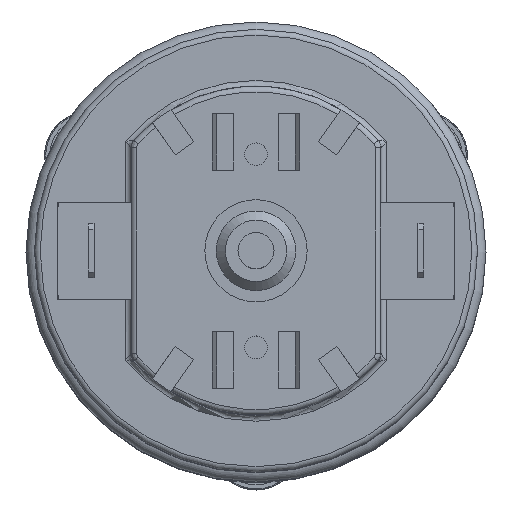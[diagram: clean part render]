
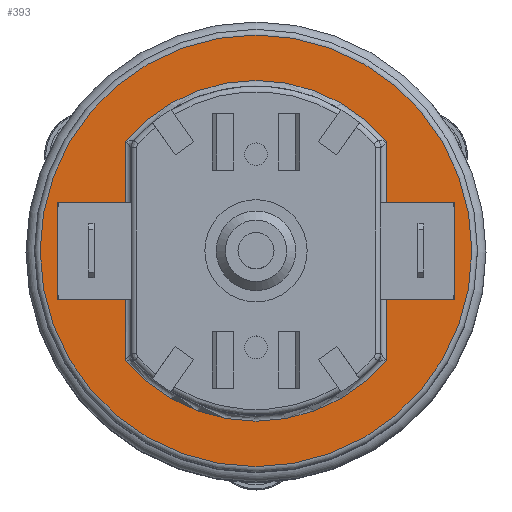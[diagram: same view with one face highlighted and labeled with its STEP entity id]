
A CAD part, top view. The second image highlights one B-rep face of the part: STEP entity #393.
In plain terms, the highlighted planar face has unit normal (0, 0, 1).
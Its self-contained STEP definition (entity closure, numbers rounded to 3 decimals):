
#393=ADVANCED_FACE('',(#2272,#995),#781,.T.);
#781=PLANE('',#6518);
#995=FACE_OUTER_BOUND('',#2469,.T.);
#1475=LINE('',#9233,#1888);
#1476=LINE('',#9235,#1889);
#1477=LINE('',#9237,#1890);
#1478=LINE('',#9239,#1891);
#1479=LINE('',#9241,#1892);
#1480=LINE('',#9245,#1893);
#1481=LINE('',#9247,#1894);
#1482=LINE('',#9249,#1895);
#1483=LINE('',#9251,#1896);
#1484=LINE('',#9253,#1897);
#1888=VECTOR('',#7293,1.);
#1889=VECTOR('',#7294,1.);
#1890=VECTOR('',#7295,1.);
#1891=VECTOR('',#7296,1.);
#1892=VECTOR('',#7297,1.);
#1893=VECTOR('',#7300,1.);
#1894=VECTOR('',#7301,1.);
#1895=VECTOR('',#7302,1.);
#1896=VECTOR('',#7303,1.);
#1897=VECTOR('',#7304,1.);
#2272=FACE_BOUND('',#2468,.T.);
#2468=EDGE_LOOP('',(#3054,#3055,#3056,#3057,#3058,#3059,#3060,#3061,#3062,
#3063,#3064,#3065));
#2469=EDGE_LOOP('',(#3066));
#3054=ORIENTED_EDGE('',*,*,#5377,.T.);
#3055=ORIENTED_EDGE('',*,*,#5378,.T.);
#3056=ORIENTED_EDGE('',*,*,#5379,.T.);
#3057=ORIENTED_EDGE('',*,*,#5380,.F.);
#3058=ORIENTED_EDGE('',*,*,#5381,.F.);
#3059=ORIENTED_EDGE('',*,*,#5382,.T.);
#3060=ORIENTED_EDGE('',*,*,#5383,.T.);
#3061=ORIENTED_EDGE('',*,*,#5384,.T.);
#3062=ORIENTED_EDGE('',*,*,#5385,.F.);
#3063=ORIENTED_EDGE('',*,*,#5386,.T.);
#3064=ORIENTED_EDGE('',*,*,#5387,.T.);
#3065=ORIENTED_EDGE('',*,*,#5388,.T.);
#3066=ORIENTED_EDGE('',*,*,#5389,.T.);
#4774=VERTEX_POINT('',#9231);
#4775=VERTEX_POINT('',#9232);
#4776=VERTEX_POINT('',#9234);
#4777=VERTEX_POINT('',#9236);
#4778=VERTEX_POINT('',#9238);
#4779=VERTEX_POINT('',#9240);
#4780=VERTEX_POINT('',#9242);
#4781=VERTEX_POINT('',#9244);
#4782=VERTEX_POINT('',#9246);
#4783=VERTEX_POINT('',#9248);
#4784=VERTEX_POINT('',#9250);
#4785=VERTEX_POINT('',#9252);
#4786=VERTEX_POINT('',#9255);
#5377=EDGE_CURVE('',#4774,#4775,#6191,.T.);
#5378=EDGE_CURVE('',#4775,#4776,#1475,.T.);
#5379=EDGE_CURVE('',#4776,#4777,#1476,.T.);
#5380=EDGE_CURVE('',#4778,#4777,#1477,.T.);
#5381=EDGE_CURVE('',#4779,#4778,#1478,.T.);
#5382=EDGE_CURVE('',#4779,#4780,#1479,.T.);
#5383=EDGE_CURVE('',#4780,#4781,#6192,.T.);
#5384=EDGE_CURVE('',#4781,#4782,#1480,.T.);
#5385=EDGE_CURVE('',#4783,#4782,#1481,.T.);
#5386=EDGE_CURVE('',#4783,#4784,#1482,.T.);
#5387=EDGE_CURVE('',#4784,#4785,#1483,.T.);
#5388=EDGE_CURVE('',#4785,#4774,#1484,.T.);
#5389=EDGE_CURVE('',#4786,#4786,#6193,.T.);
#6191=CIRCLE('',#6515,14.996);
#6192=CIRCLE('',#6516,15.);
#6193=CIRCLE('',#6517,19.);
#6515=AXIS2_PLACEMENT_3D('',#9230,#7291,#7292);
#6516=AXIS2_PLACEMENT_3D('',#9243,#7298,#7299);
#6517=AXIS2_PLACEMENT_3D('',#9254,#7305,#7306);
#6518=AXIS2_PLACEMENT_3D('',#9256,#7307,#7308);
#7291=DIRECTION('',(0.,0.,-1.));
#7292=DIRECTION('',(0.,-1.,0.));
#7293=DIRECTION('',(0.,1.,0.));
#7294=DIRECTION('',(-1.,0.,0.));
#7295=DIRECTION('',(0.,-1.,0.));
#7296=DIRECTION('',(-1.,0.,0.));
#7297=DIRECTION('',(0.,1.,0.));
#7298=DIRECTION('',(0.,0.,-1.));
#7299=DIRECTION('',(0.,-1.,0.));
#7300=DIRECTION('',(0.,-1.,0.));
#7301=DIRECTION('',(-1.,0.,0.));
#7302=DIRECTION('',(0.,-1.,0.));
#7303=DIRECTION('',(-1.,0.,0.));
#7304=DIRECTION('',(0.,-1.,0.));
#7305=DIRECTION('',(0.,0.,1.));
#7306=DIRECTION('',(0.,-1.,0.));
#7307=DIRECTION('',(0.,0.,1.));
#7308=DIRECTION('',(0.,-1.,0.));
#9230=CARTESIAN_POINT('',(19.5,19.5,72.2));
#9231=CARTESIAN_POINT('',(31.,9.876,72.2));
#9232=CARTESIAN_POINT('',(8.,9.876,72.2));
#9233=CARTESIAN_POINT('',(8.,15.25,72.2));
#9234=CARTESIAN_POINT('',(8.,15.25,72.2));
#9235=CARTESIAN_POINT('',(8.5,15.25,72.2));
#9236=CARTESIAN_POINT('',(2.,15.25,72.2));
#9237=CARTESIAN_POINT('',(2.,23.75,72.2));
#9238=CARTESIAN_POINT('',(2.,23.75,72.2));
#9239=CARTESIAN_POINT('',(8.5,23.75,72.2));
#9240=CARTESIAN_POINT('',(8.,23.75,72.2));
#9241=CARTESIAN_POINT('',(8.,28.947,72.2));
#9242=CARTESIAN_POINT('',(8.,29.131,72.2));
#9243=CARTESIAN_POINT('',(19.5,19.5,72.2));
#9244=CARTESIAN_POINT('',(31.,29.131,72.2));
#9245=CARTESIAN_POINT('',(31.,19.5,72.2));
#9246=CARTESIAN_POINT('',(31.,23.75,72.2));
#9247=CARTESIAN_POINT('',(37.,23.75,72.2));
#9248=CARTESIAN_POINT('',(37.,23.75,72.2));
#9249=CARTESIAN_POINT('',(37.,23.75,72.2));
#9250=CARTESIAN_POINT('',(37.,15.25,72.2));
#9251=CARTESIAN_POINT('',(37.,15.25,72.2));
#9252=CARTESIAN_POINT('',(31.,15.25,72.2));
#9253=CARTESIAN_POINT('',(31.,19.5,72.2));
#9254=CARTESIAN_POINT('',(19.5,19.5,72.2));
#9255=CARTESIAN_POINT('',(19.5,0.5,72.2));
#9256=CARTESIAN_POINT('',(19.5,19.5,72.2));
